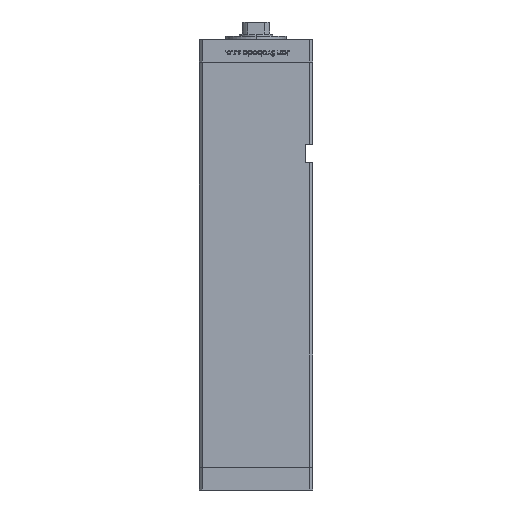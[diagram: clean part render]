
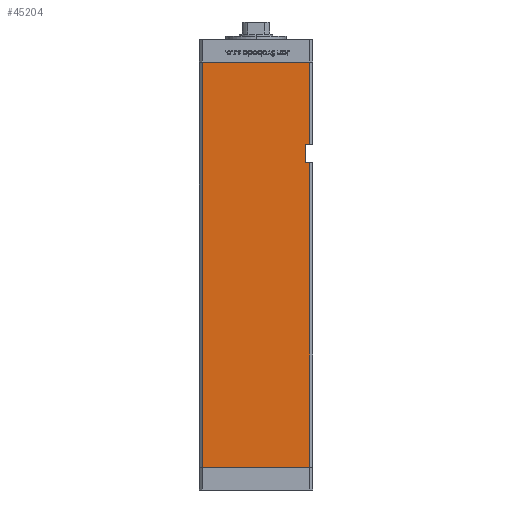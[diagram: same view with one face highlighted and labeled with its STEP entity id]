
A CAD part, left-side view. The second image highlights one B-rep face of the part: STEP entity #45204.
In plain terms, the highlighted planar face has unit normal (-1, 0, 0).
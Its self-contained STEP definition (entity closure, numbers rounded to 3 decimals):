
#1184 = CARTESIAN_POINT ( 'NONE',  ( -42.5, 35.5, 268.5 ) ) ;
#1612 = CARTESIAN_POINT ( 'NONE',  ( -42.5, -35.5, 268.5 ) ) ;
#2019 = DIRECTION ( 'NONE',  ( 0., 0., -1. ) ) ;
#3038 = ORIENTED_EDGE ( 'NONE', *, *, #3961, .T. ) ;
#3344 = ORIENTED_EDGE ( 'NONE', *, *, #30432, .T. ) ;
#3961 = EDGE_CURVE ( 'NONE', #42435, #45569, #13416, .T. ) ;
#4635 = CARTESIAN_POINT ( 'NONE',  ( -42.5, -35.5, 202. ) ) ;
#4919 = CARTESIAN_POINT ( 'NONE',  ( -42.5, -35.5, 0. ) ) ;
#5491 = DIRECTION ( 'NONE',  ( 0., 0., -1. ) ) ;
#5927 = EDGE_CURVE ( 'NONE', #16774, #39313, #25831, .T. ) ;
#6304 = LINE ( 'NONE', #52544, #34091 ) ;
#6331 = ORIENTED_EDGE ( 'NONE', *, *, #5927, .F. ) ;
#8649 = VECTOR ( 'NONE', #45721, 1000. ) ;
#9290 = VECTOR ( 'NONE', #5491, 1000. ) ;
#10103 = ORIENTED_EDGE ( 'NONE', *, *, #27063, .T. ) ;
#11294 = VECTOR ( 'NONE', #26018, 1000. ) ;
#11495 = VECTOR ( 'NONE', #2019, 1000. ) ;
#11993 = VERTEX_POINT ( 'NONE', #1612 ) ;
#12307 = DIRECTION ( 'NONE',  ( 0., -1., 0. ) ) ;
#12776 = CARTESIAN_POINT ( 'NONE',  ( -42.5, -35.5, 214. ) ) ;
#13416 = LINE ( 'NONE', #20707, #8649 ) ;
#13690 = CARTESIAN_POINT ( 'NONE',  ( -42.5, -35.5, 268.5 ) ) ;
#16204 = ORIENTED_EDGE ( 'NONE', *, *, #50157, .F. ) ;
#16774 = VERTEX_POINT ( 'NONE', #4635 ) ;
#17651 = EDGE_CURVE ( 'NONE', #42435, #48783, #38906, .T. ) ;
#18407 = EDGE_CURVE ( 'NONE', #34029, #11993, #37902, .T. ) ;
#20707 = CARTESIAN_POINT ( 'NONE',  ( -42.5, -32.5, 214. ) ) ;
#21703 = CARTESIAN_POINT ( 'NONE',  ( -42.5, -35.5, 268.5 ) ) ;
#22069 = CARTESIAN_POINT ( 'NONE',  ( -42.5, -32.5, 202. ) ) ;
#22750 = DIRECTION ( 'NONE',  ( 0., -1., 0. ) ) ;
#24712 = LINE ( 'NONE', #25509, #39266 ) ;
#24960 = EDGE_CURVE ( 'NONE', #48783, #16774, #24712, .T. ) ;
#25509 = CARTESIAN_POINT ( 'NONE',  ( -42.5, -32.5, 202. ) ) ;
#25831 = LINE ( 'NONE', #13690, #52515 ) ;
#25883 = AXIS2_PLACEMENT_3D ( 'NONE', #35566, #27501, #43647 ) ;
#26018 = DIRECTION ( 'NONE',  ( 0., 0., -1. ) ) ;
#26238 = LINE ( 'NONE', #1184, #9290 ) ;
#26701 = PLANE ( 'NONE',  #25883 ) ;
#26766 = VERTEX_POINT ( 'NONE', #27439 ) ;
#26976 = FACE_OUTER_BOUND ( 'NONE', #32433, .T. ) ;
#27063 = EDGE_CURVE ( 'NONE', #26766, #39313, #6304, .T. ) ;
#27439 = CARTESIAN_POINT ( 'NONE',  ( -42.5, 35.5, 0. ) ) ;
#27501 = DIRECTION ( 'NONE',  ( 1., 0., 0. ) ) ;
#30432 = EDGE_CURVE ( 'NONE', #34029, #26766, #26238, .T. ) ;
#32433 = EDGE_LOOP ( 'NONE', ( #6331, #41051, #49848, #3038, #16204, #34152, #3344, #10103 ) ) ;
#34029 = VERTEX_POINT ( 'NONE', #36776 ) ;
#34055 = CARTESIAN_POINT ( 'NONE',  ( -42.5, -32.5, 214. ) ) ;
#34091 = VECTOR ( 'NONE', #22750, 1000. ) ;
#34152 = ORIENTED_EDGE ( 'NONE', *, *, #18407, .F. ) ;
#35566 = CARTESIAN_POINT ( 'NONE',  ( -42.5, 35.5, 268.5 ) ) ;
#36776 = CARTESIAN_POINT ( 'NONE',  ( -42.5, 35.5, 268.5 ) ) ;
#37633 = DIRECTION ( 'NONE',  ( 0., -1., 0. ) ) ;
#37902 = LINE ( 'NONE', #49720, #39876 ) ;
#38906 = LINE ( 'NONE', #34055, #11495 ) ;
#39266 = VECTOR ( 'NONE', #12307, 1000. ) ;
#39313 = VERTEX_POINT ( 'NONE', #4919 ) ;
#39709 = CARTESIAN_POINT ( 'NONE',  ( -42.5, -32.5, 214. ) ) ;
#39876 = VECTOR ( 'NONE', #37633, 1000. ) ;
#41051 = ORIENTED_EDGE ( 'NONE', *, *, #24960, .F. ) ;
#41372 = LINE ( 'NONE', #21703, #11294 ) ;
#42435 = VERTEX_POINT ( 'NONE', #39709 ) ;
#43647 = DIRECTION ( 'NONE',  ( 0., 1., 0. ) ) ;
#45204 = ADVANCED_FACE ( 'NONE', ( #26976 ), #26701, .F. ) ;
#45569 = VERTEX_POINT ( 'NONE', #12776 ) ;
#45721 = DIRECTION ( 'NONE',  ( 0., -1., 0. ) ) ;
#48783 = VERTEX_POINT ( 'NONE', #22069 ) ;
#49720 = CARTESIAN_POINT ( 'NONE',  ( -42.5, 35.5, 268.5 ) ) ;
#49848 = ORIENTED_EDGE ( 'NONE', *, *, #17651, .F. ) ;
#50157 = EDGE_CURVE ( 'NONE', #11993, #45569, #41372, .T. ) ;
#51094 = DIRECTION ( 'NONE',  ( 0., 0., -1. ) ) ;
#52515 = VECTOR ( 'NONE', #51094, 1000. ) ;
#52544 = CARTESIAN_POINT ( 'NONE',  ( -42.5, 35.5, 0. ) ) ;
